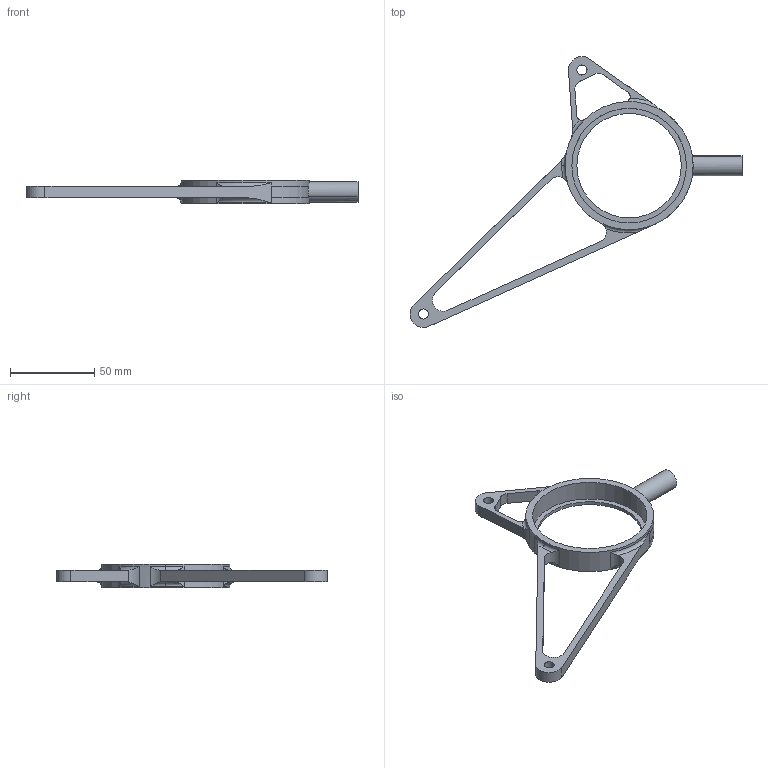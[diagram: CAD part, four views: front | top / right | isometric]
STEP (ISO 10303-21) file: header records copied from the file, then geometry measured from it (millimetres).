
FILE_DESCRIPTION(('CATIA V5 STEP Exchange'),'2;1');
FILE_NAME('support_R.stp','2019-03-14T05:15:10+00:00',('none'),('none'),'CATIA Version 5 Release 20 GA (IN-10)','CATIA V5 STEP AP203','none');
FILE_SCHEMA(('CONFIG_CONTROL_DESIGN'));
Length unit declared in the file: millimetre
Products named in the file (1): support_R1
Bounding box: 197.03 x 160.77 x 14 mm (x, y, z)
Volume: 28678.8 mm3; surface area: 18590.8 mm2
Topology: 1 solids, 1 shells, 55 faces, 176 edges, 122 vertices
Faces by surface type: cylinder 27, plane 18, torus 10
Entity records: 2070 total; most frequent: CARTESIAN_POINT 532, ORIENTED_EDGE 352, DIRECTION 240, EDGE_CURVE 176, AXIS2_PLACEMENT_3D 134, VERTEX_POINT 122, CIRCLE 88, EDGE_LOOP 64
